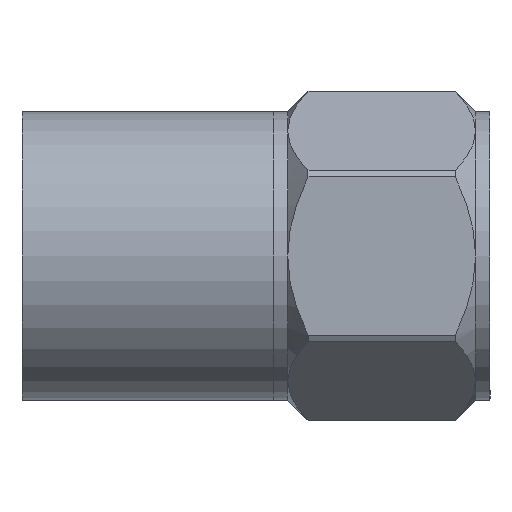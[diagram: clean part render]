
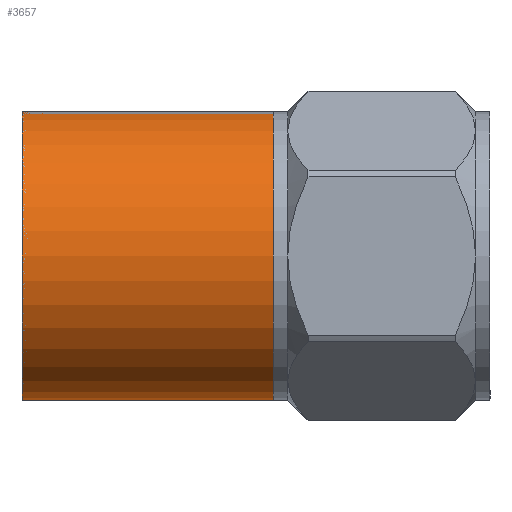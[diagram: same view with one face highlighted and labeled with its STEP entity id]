
A CAD part, left-side view. The second image highlights one B-rep face of the part: STEP entity #3657.
In plain terms, the highlighted cylindrical face has radius 6.35 mm (diameter 12.7 mm), a full revolution.
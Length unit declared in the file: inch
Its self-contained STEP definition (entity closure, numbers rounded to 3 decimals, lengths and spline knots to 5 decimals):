
#437=FACE_OUTER_BOUND('',#700,.T.);
#700=EDGE_LOOP('',(#2865,#2866,#2867,#2868));
#974=CIRCLE('',#4096,0.25);
#975=CIRCLE('',#4097,0.25);
#1190=LINE('',#6792,#1337);
#1337=VECTOR('',#5030,0.25);
#1596=VERTEX_POINT('',#6789);
#1597=VERTEX_POINT('',#6791);
#2031=EDGE_CURVE('',#1596,#1596,#974,.T.);
#2032=EDGE_CURVE('',#1596,#1597,#1190,.T.);
#2033=EDGE_CURVE('',#1597,#1597,#975,.T.);
#2865=ORIENTED_EDGE('',*,*,#2031,.F.);
#2866=ORIENTED_EDGE('',*,*,#2032,.T.);
#2867=ORIENTED_EDGE('',*,*,#2033,.T.);
#2868=ORIENTED_EDGE('',*,*,#2032,.F.);
#3223=CYLINDRICAL_SURFACE('',#4095,0.25);
#3657=ADVANCED_FACE('',(#437),#3223,.T.);
#4095=AXIS2_PLACEMENT_3D('',#6788,#5026,#5027);
#4096=AXIS2_PLACEMENT_3D('',#6790,#5028,#5029);
#4097=AXIS2_PLACEMENT_3D('',#6793,#5031,#5032);
#5026=DIRECTION('center_axis',(0.,-1.,0.));
#5027=DIRECTION('ref_axis',(1.,0.,0.));
#5028=DIRECTION('center_axis',(0.,-1.,0.));
#5029=DIRECTION('ref_axis',(1.,0.,0.));
#5030=DIRECTION('',(0.,1.,0.));
#5031=DIRECTION('center_axis',(0.,-1.,0.));
#5032=DIRECTION('ref_axis',(1.,0.,0.));
#6788=CARTESIAN_POINT('Origin',(-0.2,0.4125,0.));
#6789=CARTESIAN_POINT('',(-0.45,0.195,0.));
#6790=CARTESIAN_POINT('Origin',(-0.2,0.195,0.));
#6791=CARTESIAN_POINT('',(-0.45,0.63,0.));
#6792=CARTESIAN_POINT('',(-0.45,0.4125,0.));
#6793=CARTESIAN_POINT('Origin',(-0.2,0.63,0.));
